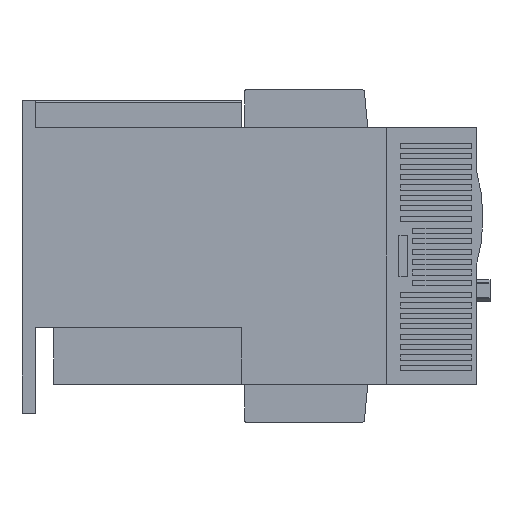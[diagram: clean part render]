
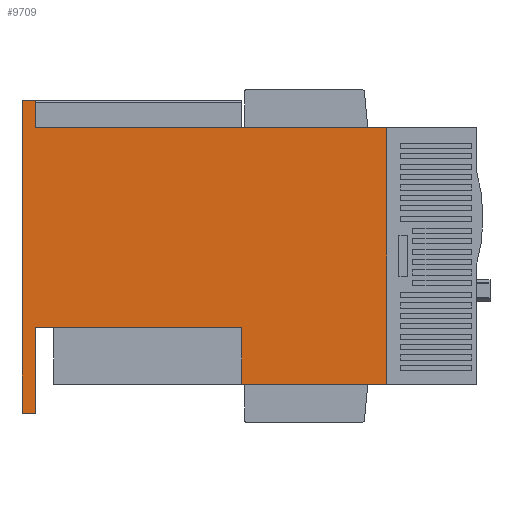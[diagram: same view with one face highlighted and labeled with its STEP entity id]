
A CAD part, left-side view. The second image highlights one B-rep face of the part: STEP entity #9709.
In plain terms, the highlighted planar face has unit normal (-1, 0, 0).
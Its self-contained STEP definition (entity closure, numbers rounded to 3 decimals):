
#7533=VERTEX_POINT('',#20992);
#7545=EDGE_CURVE('',#17843,#12311,#21005,.T.);
#8165=VERTEX_POINT('',#21715);
#8195=EDGE_CURVE('',#19151,#13275,#21745,.T.);
#8487=EDGE_CURVE('',#13275,#15937,#22063,.T.);
#9491=EDGE_CURVE('',#19127,#12311,#23169,.T.);
#9695=EDGE_CURVE('',#8165,#12265,#23390,.T.);
#9709=ADVANCED_FACE('',(#23404),#23405,.T.);
#10897=EDGE_CURVE('',#17843,#15937,#24775,.T.);
#12075=EDGE_CURVE('',#8165,#19127,#26076,.T.);
#12265=VERTEX_POINT('',#26276);
#12311=VERTEX_POINT('',#26324);
#12837=EDGE_CURVE('',#12265,#17897,#26905,.T.);
#13275=VERTEX_POINT('',#27406);
#15621=EDGE_CURVE('',#7533,#19151,#30013,.T.);
#15937=VERTEX_POINT('',#30363);
#16291=EDGE_CURVE('',#17897,#7533,#30751,.T.);
#17843=VERTEX_POINT('',#32468);
#17897=VERTEX_POINT('',#32524);
#19127=VERTEX_POINT('',#33848);
#19151=VERTEX_POINT('',#33873);
#20992=CARTESIAN_POINT('',(-85.0,-126.5,-130.7));
#21005=LINE('',#36158,#36159);
#21715=CARTESIAN_POINT('',(-85.0,0.0,-180.0));
#21745=LINE('',#37187,#37188);
#22063=LINE('',#37626,#37627);
#23169=LINE('',#39141,#39142);
#23390=LINE('',#39446,#39447);
#23404=FACE_OUTER_BOUND('',#39465,.T.);
#23405=PLANE('',#39466);
#24775=LINE('',#41353,#41354);
#26076=LINE('',#43167,#43168);
#26276=CARTESIAN_POINT('',(-85.0,-7.5,-180.0));
#26324=CARTESIAN_POINT('',(-85.0,-7.5,0.0));
#26905=LINE('',#44340,#44341);
#27406=CARTESIAN_POINT('',(-85.0,-210.2,-163.5));
#30013=LINE('',#48705,#48706);
#30363=CARTESIAN_POINT('',(-85.0,-210.2,-15.5));
#30751=LINE('',#49717,#49718);
#32468=CARTESIAN_POINT('',(-85.0,-7.5,-15.5));
#32524=CARTESIAN_POINT('',(-85.0,-7.5,-130.7));
#33848=CARTESIAN_POINT('',(-85.0,0.0,0.0));
#33873=CARTESIAN_POINT('',(-85.0,-126.5,-163.5));
#36158=CARTESIAN_POINT('',(-85.0,-7.5,-180.0));
#36159=VECTOR('',#56602,1.0);
#37187=CARTESIAN_POINT('',(-85.0,-1.2,-163.5));
#37188=VECTOR('',#57458,1.0);
#37626=CARTESIAN_POINT('',(-85.0,-210.2,-163.5));
#37627=VECTOR('',#57761,1.0);
#39141=CARTESIAN_POINT('',(-85.0,0.0,0.0));
#39142=VECTOR('',#58904,1.0);
#39446=CARTESIAN_POINT('',(-85.0,0.0,-180.0));
#39447=VECTOR('',#59104,1.0);
#39465=EDGE_LOOP('',(#59113,#59114,#59115,#59116,#59117,#59118,#59119,#59120,#59121,#59122));
#39466=AXIS2_PLACEMENT_3D('',#59123,#59124,#59125);
#41353=CARTESIAN_POINT('',(-85.0,-1.2,-15.5));
#41354=VECTOR('',#60841,1.0);
#43167=CARTESIAN_POINT('',(-85.0,0.0,-180.0));
#43168=VECTOR('',#62303,1.0);
#44340=CARTESIAN_POINT('',(-85.0,-7.5,-167.675));
#44341=VECTOR('',#63094,1.0);
#48705=CARTESIAN_POINT('',(-85.0,-126.5,-167.675));
#48706=VECTOR('',#66548,1.0);
#49717=CARTESIAN_POINT('',(-85.0,-3.75,-130.7));
#49718=VECTOR('',#67302,1.0);
#56602=DIRECTION('',(0.0,0.0,1.0));
#57458=DIRECTION('',(0.0,-1.0,0.0));
#57761=DIRECTION('',(0.0,0.0,1.0));
#58904=DIRECTION('',(0.0,-1.0,0.0));
#59104=DIRECTION('',(0.0,-1.0,0.0));
#59113=ORIENTED_EDGE('',*,*,#15621,.T.);
#59114=ORIENTED_EDGE('',*,*,#8195,.T.);
#59115=ORIENTED_EDGE('',*,*,#8487,.T.);
#59116=ORIENTED_EDGE('',*,*,#10897,.F.);
#59117=ORIENTED_EDGE('',*,*,#7545,.T.);
#59118=ORIENTED_EDGE('',*,*,#9491,.F.);
#59119=ORIENTED_EDGE('',*,*,#12075,.F.);
#59120=ORIENTED_EDGE('',*,*,#9695,.T.);
#59121=ORIENTED_EDGE('',*,*,#12837,.T.);
#59122=ORIENTED_EDGE('',*,*,#16291,.T.);
#59123=CARTESIAN_POINT('',(-85.0,0.0,-180.0));
#59124=DIRECTION('',(-1.0,0.0,0.0));
#59125=DIRECTION('',(0.0,0.0,-1.0));
#60841=DIRECTION('',(0.0,-1.0,0.0));
#62303=DIRECTION('',(0.0,0.0,1.0));
#63094=DIRECTION('',(0.0,0.0,1.0));
#66548=DIRECTION('',(0.0,0.0,-1.0));
#67302=DIRECTION('',(0.0,-1.0,0.0));
